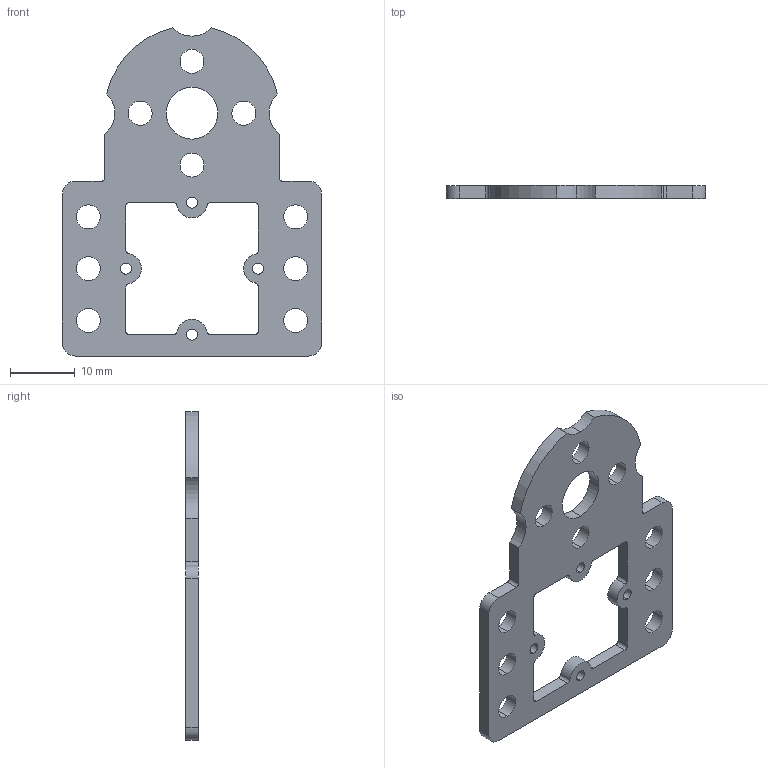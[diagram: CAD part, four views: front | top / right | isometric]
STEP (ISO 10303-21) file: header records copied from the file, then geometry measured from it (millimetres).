
FILE_DESCRIPTION (( 'STEP AP214' ), '1' );
FILE_NAME ('43076_TXM-GROVE SENSOR SMALL.STEP', '2018-07-30T18:58:52', ( '' ), ( '' ), 'SwSTEP 2.0', 'SolidWorks 2016', '' );
FILE_SCHEMA (( 'AUTOMOTIVE_DESIGN' ));
Length unit declared in the file: millimetre
Products named in the file (1): 43076_TXM-GROVE SENSOR SMALL
Bounding box: 40 x 2 x 50.67 mm (x, y, z)
Volume: 2156.4 mm3; surface area: 2999.7 mm2
Topology: 1 solids, 1 shells, 76 faces, 222 edges, 148 vertices
Faces by surface type: cylinder 59, plane 17
Entity records: 2682 total; most frequent: DIRECTION 494, CARTESIAN_POINT 447, ORIENTED_EDGE 444, EDGE_CURVE 222, AXIS2_PLACEMENT_3D 195, VERTEX_POINT 148, CIRCLE 118, EDGE_LOOP 108
